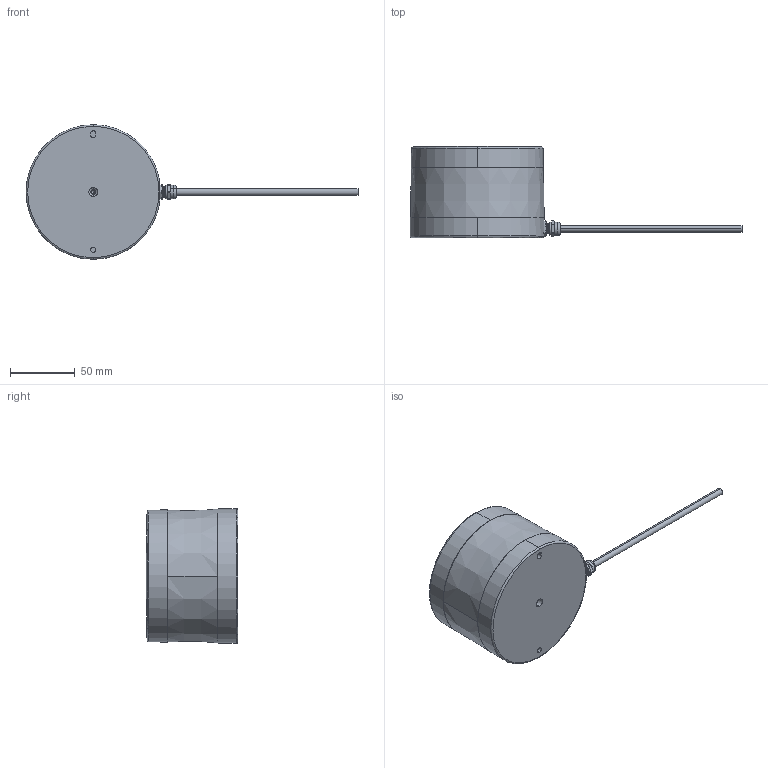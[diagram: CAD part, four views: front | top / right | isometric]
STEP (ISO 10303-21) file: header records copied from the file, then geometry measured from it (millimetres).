
FILE_DESCRIPTION (( 'STEP AP214' ), '1' );
FILE_NAME ('Puck_Outline.STEP', '2014-05-07T16:10:52', ( '' ), ( '' ), 'SwSTEP 2.0', 'SolidWorks 2013', '' );
FILE_SCHEMA (( 'AUTOMOTIVE_DESIGN' ));
Length unit declared in the file: inch
Products named in the file (15): Window; Lid_r5; 7804K114_7804K114; 6804ZZ_HI; 6804ZZ Shield 2_HI; 6804ZZ Ball_HI; 6804ZZ Inner ring_HI; 6804ZZ Shield 1_HI; 6804ZZ Outer ring_HI; Spindle_r7; Puck_Outline; ORingBottom; ORingTop; cable exterior; CD08MW-BR
Assembly tree (30 placements, depth 3):
  Puck_Outline
    Spindle_r7
    6804ZZ_HI
      6804ZZ Outer ring_HI
      6804ZZ Shield 1_HI
      6804ZZ Inner ring_HI
      6804ZZ Ball_HI  x17
      6804ZZ Shield 2_HI
    7804K114_7804K114
    Lid_r5
    Window
    CD08MW-BR
    cable exterior
    ORingTop
    ORingBottom
Bounding box: 255.52 x 70.48 x 103.63 mm (x, y, z)
Volume: 135667.8 mm3; surface area: 100402.6 mm2
Topology: 45 solids, 45 shells, 545 faces, 1303 edges, 806 vertices
Faces by surface type: cylinder 170, cone 160, plane 100, sphere 60, torus 55
Entity records: 15954 total; most frequent: DIRECTION 2770, CARTESIAN_POINT 2767, ORIENTED_EDGE 2232, AXIS2_PLACEMENT_3D 1178, EDGE_CURVE 1116, VERTEX_POINT 687, CIRCLE 631, EDGE_LOOP 569
